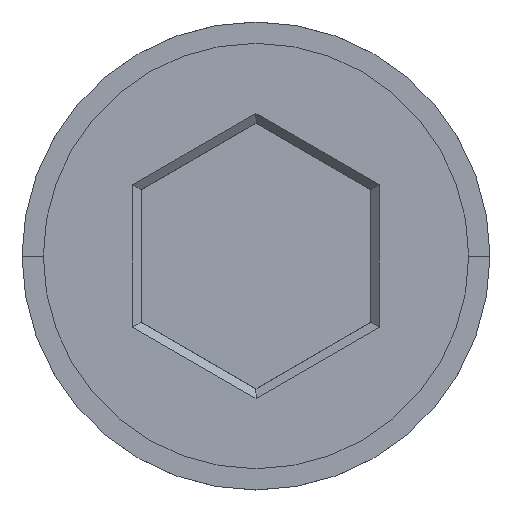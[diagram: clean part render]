
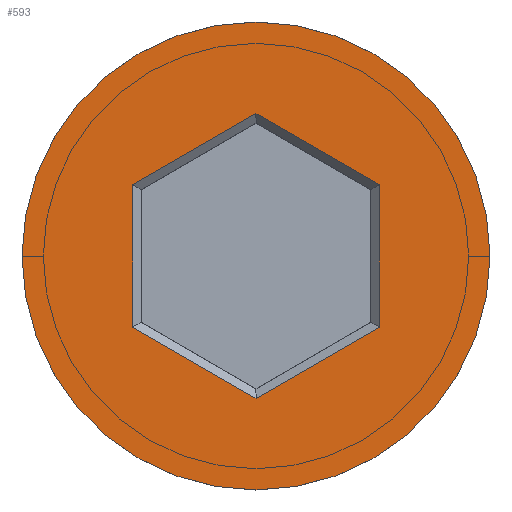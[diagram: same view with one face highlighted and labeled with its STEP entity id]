
A CAD part, top view. The second image highlights one B-rep face of the part: STEP entity #593.
In plain terms, the highlighted planar face has unit normal (0, 0, 1).
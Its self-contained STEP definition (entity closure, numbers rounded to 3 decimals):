
#10 = ORIENTED_EDGE ( 'NONE', *, *, #263, .T. ) ;
#27 = VECTOR ( 'NONE', #176, 1000. ) ;
#29 = ORIENTED_EDGE ( 'NONE', *, *, #926, .T. ) ;
#30 = DIRECTION ( 'NONE',  ( 0., 0., 1. ) ) ;
#49 = ORIENTED_EDGE ( 'NONE', *, *, #1384, .T. ) ;
#54 = ORIENTED_EDGE ( 'NONE', *, *, #967, .T. ) ;
#61 = DIRECTION ( 'NONE',  ( 1., 0., 0. ) ) ;
#148 = VERTEX_POINT ( 'NONE', #735 ) ;
#164 = ORIENTED_EDGE ( 'NONE', *, *, #1332, .T. ) ;
#176 = DIRECTION ( 'NONE',  ( 0., -1., 0. ) ) ;
#197 = VECTOR ( 'NONE', #284, 1000. ) ;
#211 = DIRECTION ( 'NONE',  ( 0., 0., 1. ) ) ;
#221 = LINE ( 'NONE', #1199, #883 ) ;
#250 = LINE ( 'NONE', #573, #845 ) ;
#263 = EDGE_CURVE ( 'NONE', #1263, #1171, #650, .T. ) ;
#271 = VECTOR ( 'NONE', #435, 1000. ) ;
#275 = EDGE_CURVE ( 'NONE', #1134, #1041, #221, .T. ) ;
#284 = DIRECTION ( 'NONE',  ( -0.866, 0.5, 0. ) ) ;
#316 = VECTOR ( 'NONE', #1221, 1000. ) ;
#319 = VERTEX_POINT ( 'NONE', #667 ) ;
#355 = CARTESIAN_POINT ( 'NONE',  ( -2.9, 1.559, 0. ) ) ;
#382 = CARTESIAN_POINT ( 'NONE',  ( -5.5, 0., 0. ) ) ;
#393 = CARTESIAN_POINT ( 'NONE',  ( 2.9, -1.559, 0. ) ) ;
#435 = DIRECTION ( 'NONE',  ( 0.866, -0.5, 0. ) ) ;
#458 = PLANE ( 'NONE',  #1275 ) ;
#465 = ORIENTED_EDGE ( 'NONE', *, *, #275, .T. ) ;
#489 = AXIS2_PLACEMENT_3D ( 'NONE', #989, #211, #986 ) ;
#510 = DIRECTION ( 'NONE',  ( 0., 0., 1. ) ) ;
#534 = CIRCLE ( 'NONE', #1374, 5.5 ) ;
#537 = CARTESIAN_POINT ( 'NONE',  ( 2.8, 1.732, 0. ) ) ;
#548 = DIRECTION ( 'NONE',  ( -0.866, -0.5, 0. ) ) ;
#573 = CARTESIAN_POINT ( 'NONE',  ( -0.1, 3.291, 0. ) ) ;
#593 = ADVANCED_FACE ( 'NONE', ( #643, #1013 ), #458, .T. ) ;
#600 = CARTESIAN_POINT ( 'NONE',  ( 2.9, -1.674, 0. ) ) ;
#616 = CARTESIAN_POINT ( 'NONE',  ( 2.9, 1.674, 0. ) ) ;
#643 = FACE_BOUND ( 'NONE', #1289, .T. ) ;
#650 = LINE ( 'NONE', #537, #271 ) ;
#667 = CARTESIAN_POINT ( 'NONE',  ( -2.9, -1.674, 0. ) ) ;
#735 = CARTESIAN_POINT ( 'NONE',  ( 5.5, 0., 0. ) ) ;
#736 = CARTESIAN_POINT ( 'NONE',  ( 0., 0., 0. ) ) ;
#780 = EDGE_CURVE ( 'NONE', #1058, #1263, #250, .T. ) ;
#788 = ORIENTED_EDGE ( 'NONE', *, *, #1166, .T. ) ;
#815 = VERTEX_POINT ( 'NONE', #382 ) ;
#845 = VECTOR ( 'NONE', #1039, 1000. ) ;
#883 = VECTOR ( 'NONE', #548, 1000. ) ;
#910 = CARTESIAN_POINT ( 'NONE',  ( 0., 0., 0. ) ) ;
#926 = EDGE_CURVE ( 'NONE', #815, #148, #534, .T. ) ;
#945 = LINE ( 'NONE', #393, #27 ) ;
#967 = EDGE_CURVE ( 'NONE', #148, #815, #1108, .T. ) ;
#986 = DIRECTION ( 'NONE',  ( 1., 0., 0. ) ) ;
#989 = CARTESIAN_POINT ( 'NONE',  ( 0., 0., 0. ) ) ;
#1013 = FACE_OUTER_BOUND ( 'NONE', #1338, .T. ) ;
#1027 = CARTESIAN_POINT ( 'NONE',  ( -2.9, 1.674, 0. ) ) ;
#1039 = DIRECTION ( 'NONE',  ( 0.866, 0.5, 0. ) ) ;
#1041 = VERTEX_POINT ( 'NONE', #1437 ) ;
#1058 = VERTEX_POINT ( 'NONE', #1027 ) ;
#1076 = CARTESIAN_POINT ( 'NONE',  ( -2.8, -1.732, 0. ) ) ;
#1108 = CIRCLE ( 'NONE', #489, 5.5 ) ;
#1134 = VERTEX_POINT ( 'NONE', #600 ) ;
#1166 = EDGE_CURVE ( 'NONE', #1171, #1134, #945, .T. ) ;
#1171 = VERTEX_POINT ( 'NONE', #616 ) ;
#1173 = DIRECTION ( 'NONE',  ( 1., 0., 0. ) ) ;
#1188 = LINE ( 'NONE', #1076, #197 ) ;
#1199 = CARTESIAN_POINT ( 'NONE',  ( 0.1, -3.291, 0. ) ) ;
#1221 = DIRECTION ( 'NONE',  ( 0., 1., 0. ) ) ;
#1263 = VERTEX_POINT ( 'NONE', #1320 ) ;
#1270 = ORIENTED_EDGE ( 'NONE', *, *, #780, .T. ) ;
#1275 = AXIS2_PLACEMENT_3D ( 'NONE', #910, #30, #61 ) ;
#1289 = EDGE_LOOP ( 'NONE', ( #164, #49, #1270, #10, #788, #465 ) ) ;
#1320 = CARTESIAN_POINT ( 'NONE',  ( 0., 3.349, 0. ) ) ;
#1332 = EDGE_CURVE ( 'NONE', #1041, #319, #1188, .T. ) ;
#1335 = LINE ( 'NONE', #355, #316 ) ;
#1338 = EDGE_LOOP ( 'NONE', ( #54, #29 ) ) ;
#1374 = AXIS2_PLACEMENT_3D ( 'NONE', #736, #510, #1173 ) ;
#1384 = EDGE_CURVE ( 'NONE', #319, #1058, #1335, .T. ) ;
#1437 = CARTESIAN_POINT ( 'NONE',  ( 0., -3.349, 0. ) ) ;
